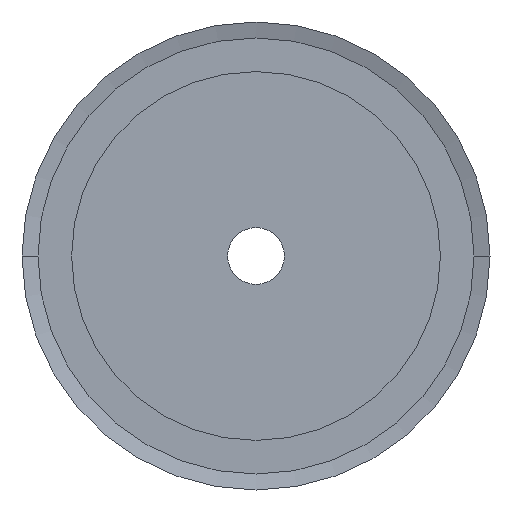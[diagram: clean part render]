
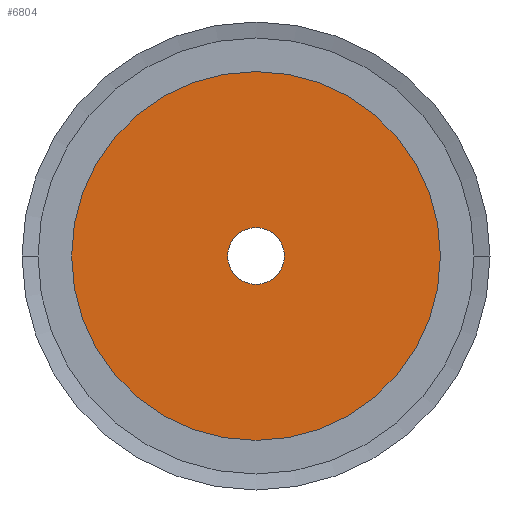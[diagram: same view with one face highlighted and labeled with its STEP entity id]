
A CAD part, left-side view. The second image highlights one B-rep face of the part: STEP entity #6804.
In plain terms, the highlighted planar face has unit normal (-1, 0, 0).
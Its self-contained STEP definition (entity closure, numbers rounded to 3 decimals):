
#6759=CARTESIAN_POINT('',(0.,0.,0.));
#6760=DIRECTION('',(1.,0.,0.));
#6761=DIRECTION('',(0.,0.,-1.));
#6762=AXIS2_PLACEMENT_3D('',#6759,#6760,#6761);
#6763=PLANE('',#6762);
#6764=CARTESIAN_POINT('',(0.,0.,26.));
#6765=VERTEX_POINT('',#6764);
#6766=CARTESIAN_POINT('',(0.,-0.,-26.));
#6767=VERTEX_POINT('',#6766);
#6768=CARTESIAN_POINT('',(0.,0.,0.));
#6769=DIRECTION('',(1.,0.,0.));
#6770=DIRECTION('',(0.,0.,-1.));
#6771=AXIS2_PLACEMENT_3D('',#6768,#6769,#6770);
#6772=CIRCLE('',#6771,26.);
#6773=EDGE_CURVE('',#6765,#6767,#6772,.T.);
#6774=ORIENTED_EDGE('',*,*,#6773,.F.);
#6775=CARTESIAN_POINT('',(0.,0.,0.));
#6776=DIRECTION('',(1.,0.,0.));
#6777=DIRECTION('',(0.,0.,-1.));
#6778=AXIS2_PLACEMENT_3D('',#6775,#6776,#6777);
#6779=CIRCLE('',#6778,26.);
#6780=EDGE_CURVE('',#6767,#6765,#6779,.T.);
#6781=ORIENTED_EDGE('',*,*,#6780,.F.);
#6782=EDGE_LOOP('',(#6774,#6781));
#6783=FACE_BOUND('',#6782,.T.);
#6784=CARTESIAN_POINT('',(0.,-0.,-4.));
#6785=VERTEX_POINT('',#6784);
#6786=CARTESIAN_POINT('',(0.,0.,4.));
#6787=VERTEX_POINT('',#6786);
#6788=CARTESIAN_POINT('',(0.,0.,0.));
#6789=DIRECTION('',(1.,0.,0.));
#6790=DIRECTION('',(0.,0.,-1.));
#6791=AXIS2_PLACEMENT_3D('',#6788,#6789,#6790);
#6792=CIRCLE('',#6791,4.);
#6793=EDGE_CURVE('',#6785,#6787,#6792,.T.);
#6794=ORIENTED_EDGE('',*,*,#6793,.T.);
#6795=CARTESIAN_POINT('',(0.,0.,0.));
#6796=DIRECTION('',(1.,0.,0.));
#6797=DIRECTION('',(0.,0.,-1.));
#6798=AXIS2_PLACEMENT_3D('',#6795,#6796,#6797);
#6799=CIRCLE('',#6798,4.);
#6800=EDGE_CURVE('',#6787,#6785,#6799,.T.);
#6801=ORIENTED_EDGE('',*,*,#6800,.T.);
#6802=EDGE_LOOP('',(#6794,#6801));
#6803=FACE_BOUND('',#6802,.T.);
#6804=ADVANCED_FACE('',(#6783,#6803),#6763,.F.);
